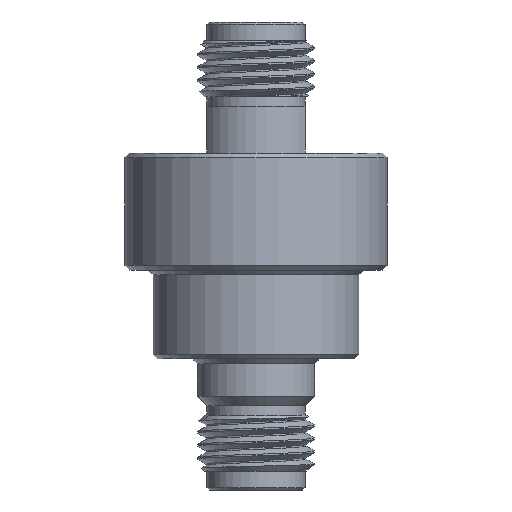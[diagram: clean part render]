
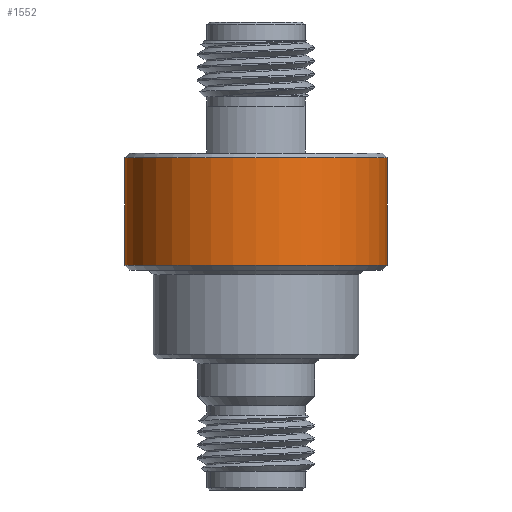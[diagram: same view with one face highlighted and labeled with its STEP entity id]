
A CAD part, front view. The second image highlights one B-rep face of the part: STEP entity #1552.
In plain terms, the highlighted cylindrical face has radius 7.112 mm (diameter 14.224 mm), a partial arc.
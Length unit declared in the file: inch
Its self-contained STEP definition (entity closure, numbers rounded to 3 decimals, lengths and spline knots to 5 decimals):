
#65 = ORIENTED_EDGE ( 'NONE', *, *, #3805, .T. ) ;
#488 = CARTESIAN_POINT ( 'NONE',  ( 0., 0., 0.2 ) ) ;
#507 = CIRCLE ( 'NONE', #2243, 0.28 ) ;
#1039 = EDGE_CURVE ( 'NONE', #3740, #3927, #507, .T. ) ;
#1074 = CARTESIAN_POINT ( 'NONE',  ( 0., 0., 0.25 ) ) ;
#1200 = CARTESIAN_POINT ( 'NONE',  ( -0.28, 0., 0.25 ) ) ;
#1552 = ADVANCED_FACE ( 'NONE', ( #2950 ), #5329, .T. ) ;
#1853 = DIRECTION ( 'NONE',  ( 0., 0., 1. ) ) ;
#1887 = ORIENTED_EDGE ( 'NONE', *, *, #1039, .T. ) ;
#1963 = ORIENTED_EDGE ( 'NONE', *, *, #5348, .F. ) ;
#2243 = AXIS2_PLACEMENT_3D ( 'NONE', #488, #1853, #2669 ) ;
#2669 = DIRECTION ( 'NONE',  ( -1., 0., 0. ) ) ;
#2826 = VECTOR ( 'NONE', #4211, 39.37008 ) ;
#2950 = FACE_OUTER_BOUND ( 'NONE', #3068, .T. ) ;
#2977 = ORIENTED_EDGE ( 'NONE', *, *, #3779, .T. ) ;
#3068 = EDGE_LOOP ( 'NONE', ( #1963, #2977, #65, #1887 ) ) ;
#3442 = DIRECTION ( 'NONE',  ( 1., 0., 0. ) ) ;
#3450 = AXIS2_PLACEMENT_3D ( 'NONE', #4916, #5396, #3442 ) ;
#3490 = AXIS2_PLACEMENT_3D ( 'NONE', #1074, #4758, #4354 ) ;
#3501 = VERTEX_POINT ( 'NONE', #4184 ) ;
#3653 = CIRCLE ( 'NONE', #3450, 0.28 ) ;
#3740 = VERTEX_POINT ( 'NONE', #3934 ) ;
#3779 = EDGE_CURVE ( 'NONE', #3501, #3877, #3653, .T. ) ;
#3805 = EDGE_CURVE ( 'NONE', #3877, #3740, #5887, .T. ) ;
#3877 = VERTEX_POINT ( 'NONE', #4016 ) ;
#3927 = VERTEX_POINT ( 'NONE', #5079 ) ;
#3934 = CARTESIAN_POINT ( 'NONE',  ( -0.28, 0., 0.2 ) ) ;
#4016 = CARTESIAN_POINT ( 'NONE',  ( -0.28, 0., 0.43 ) ) ;
#4184 = CARTESIAN_POINT ( 'NONE',  ( 0.28, 0., 0.43 ) ) ;
#4211 = DIRECTION ( 'NONE',  ( 0., 0., -1. ) ) ;
#4354 = DIRECTION ( 'NONE',  ( -1., 0., 0. ) ) ;
#4667 = LINE ( 'NONE', #4827, #2826 ) ;
#4758 = DIRECTION ( 'NONE',  ( 0., 0., -1. ) ) ;
#4827 = CARTESIAN_POINT ( 'NONE',  ( 0.28, 0., 0.25 ) ) ;
#4854 = DIRECTION ( 'NONE',  ( 0., 0., -1. ) ) ;
#4916 = CARTESIAN_POINT ( 'NONE',  ( 0., 0., 0.43 ) ) ;
#5024 = VECTOR ( 'NONE', #4854, 39.37008 ) ;
#5079 = CARTESIAN_POINT ( 'NONE',  ( 0.28, 0., 0.2 ) ) ;
#5329 = CYLINDRICAL_SURFACE ( 'NONE', #3490, 0.28 ) ;
#5348 = EDGE_CURVE ( 'NONE', #3501, #3927, #4667, .T. ) ;
#5396 = DIRECTION ( 'NONE',  ( 0., 0., -1. ) ) ;
#5887 = LINE ( 'NONE', #1200, #5024 ) ;
